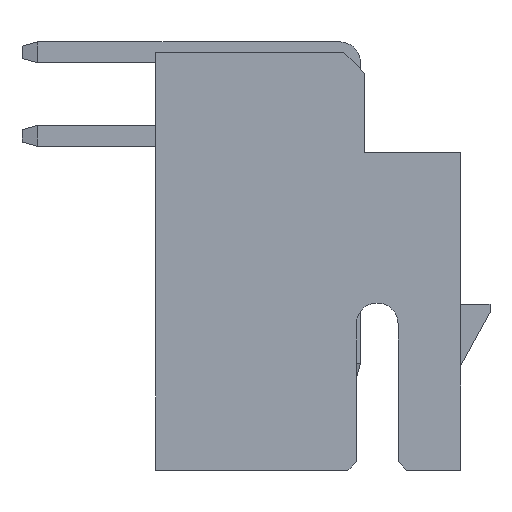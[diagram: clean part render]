
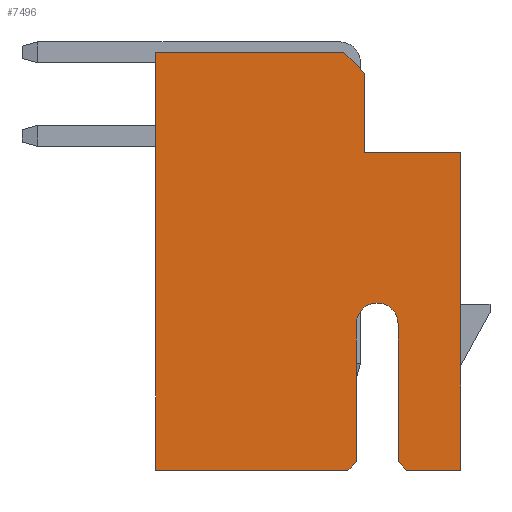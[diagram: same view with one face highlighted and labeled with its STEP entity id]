
A CAD part, left-side view. The second image highlights one B-rep face of the part: STEP entity #7496.
In plain terms, the highlighted planar face has unit normal (-1, 0, 0).
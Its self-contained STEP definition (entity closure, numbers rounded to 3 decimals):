
#21 = ORIENTED_EDGE ( 'NONE', *, *, #3202, .F. ) ;
#51 = CARTESIAN_POINT ( 'NONE',  ( -10., -3.65, 7.6 ) ) ;
#62 = ORIENTED_EDGE ( 'NONE', *, *, #2237, .T. ) ;
#159 = CARTESIAN_POINT ( 'NONE',  ( -10., -2.15, 0.2 ) ) ;
#296 = ORIENTED_EDGE ( 'NONE', *, *, #6810, .F. ) ;
#344 = DIRECTION ( 'NONE',  ( 0., 0., -1. ) ) ;
#348 = VERTEX_POINT ( 'NONE', #7373 ) ;
#507 = LINE ( 'NONE', #4225, #1626 ) ;
#554 = CARTESIAN_POINT ( 'NONE',  ( -10., -1.35, 9.5 ) ) ;
#587 = LINE ( 'NONE', #4346, #4357 ) ;
#702 = EDGE_CURVE ( 'NONE', #2204, #5314, #7283, .T. ) ;
#785 = EDGE_LOOP ( 'NONE', ( #21, #1235, #1017, #962, #7712, #6614, #3461, #5713, #798, #6178, #2070, #62, #296, #5207 ) ) ;
#798 = ORIENTED_EDGE ( 'NONE', *, *, #3546, .T. ) ;
#810 = CIRCLE ( 'NONE', #3745, 0.5 ) ;
#820 = CARTESIAN_POINT ( 'NONE',  ( -10., -0.85, 10. ) ) ;
#896 = VECTOR ( 'NONE', #7240, 1000. ) ;
#909 = VECTOR ( 'NONE', #7614, 1000. ) ;
#962 = ORIENTED_EDGE ( 'NONE', *, *, #6709, .T. ) ;
#963 = VERTEX_POINT ( 'NONE', #4120 ) ;
#1010 = CARTESIAN_POINT ( 'NONE',  ( -10., -1.65, 3.5 ) ) ;
#1017 = ORIENTED_EDGE ( 'NONE', *, *, #3951, .F. ) ;
#1071 = EDGE_CURVE ( 'NONE', #2183, #963, #1813, .T. ) ;
#1083 = CARTESIAN_POINT ( 'NONE',  ( -10., -0.85, 10. ) ) ;
#1126 = DIRECTION ( 'NONE',  ( 0., -0.707, -0.707 ) ) ;
#1182 = VECTOR ( 'NONE', #1372, 1000. ) ;
#1235 = ORIENTED_EDGE ( 'NONE', *, *, #2906, .T. ) ;
#1272 = DIRECTION ( 'NONE',  ( 0., -1., 0. ) ) ;
#1348 = CARTESIAN_POINT ( 'NONE',  ( -10., -3.65, 7.6 ) ) ;
#1372 = DIRECTION ( 'NONE',  ( 0., -0.707, 0.707 ) ) ;
#1411 = AXIS2_PLACEMENT_3D ( 'NONE', #51, #7880, #5484 ) ;
#1462 = VERTEX_POINT ( 'NONE', #554 ) ;
#1513 = VECTOR ( 'NONE', #2412, 1000. ) ;
#1626 = VECTOR ( 'NONE', #1272, 1000. ) ;
#1681 = DIRECTION ( 'NONE',  ( 0., 0., -1. ) ) ;
#1740 = CARTESIAN_POINT ( 'NONE',  ( -10., -3.65, 7.6 ) ) ;
#1810 = CARTESIAN_POINT ( 'NONE',  ( -10., -3.65, 0. ) ) ;
#1813 = LINE ( 'NONE', #5398, #7636 ) ;
#1975 = CARTESIAN_POINT ( 'NONE',  ( -10., -0.95, 0. ) ) ;
#2070 = ORIENTED_EDGE ( 'NONE', *, *, #4766, .T. ) ;
#2116 = LINE ( 'NONE', #5190, #6867 ) ;
#2183 = VERTEX_POINT ( 'NONE', #7666 ) ;
#2185 = EDGE_CURVE ( 'NONE', #7066, #6159, #2116, .T. ) ;
#2204 = VERTEX_POINT ( 'NONE', #7025 ) ;
#2237 = EDGE_CURVE ( 'NONE', #5924, #6331, #5915, .T. ) ;
#2264 = DIRECTION ( 'NONE',  ( 1., 0., 0. ) ) ;
#2280 = DIRECTION ( 'NONE',  ( 0., -1., 0. ) ) ;
#2380 = AXIS2_PLACEMENT_3D ( 'NONE', #1010, #7721, #3611 ) ;
#2412 = DIRECTION ( 'NONE',  ( 0., -1., 0. ) ) ;
#2480 = DIRECTION ( 'NONE',  ( 0., -1., 0. ) ) ;
#2529 = DIRECTION ( 'NONE',  ( 0., 0., -1. ) ) ;
#2627 = VECTOR ( 'NONE', #2529, 1000. ) ;
#2906 = EDGE_CURVE ( 'NONE', #1462, #4773, #6179, .T. ) ;
#2973 = VECTOR ( 'NONE', #1126, 1000. ) ;
#3202 = EDGE_CURVE ( 'NONE', #1462, #2204, #3809, .T. ) ;
#3261 = DIRECTION ( 'NONE',  ( 0., 0.707, 0.707 ) ) ;
#3461 = ORIENTED_EDGE ( 'NONE', *, *, #2185, .F. ) ;
#3546 = EDGE_CURVE ( 'NONE', #6217, #348, #3652, .T. ) ;
#3611 = DIRECTION ( 'NONE',  ( 0., 0., -1. ) ) ;
#3652 = CIRCLE ( 'NONE', #2380, 0.5 ) ;
#3680 = VECTOR ( 'NONE', #2280, 1000. ) ;
#3745 = AXIS2_PLACEMENT_3D ( 'NONE', #6455, #2264, #344 ) ;
#3809 = LINE ( 'NONE', #7483, #2627 ) ;
#3950 = VERTEX_POINT ( 'NONE', #7218 ) ;
#3951 = EDGE_CURVE ( 'NONE', #3950, #4773, #507, .T. ) ;
#4120 = CARTESIAN_POINT ( 'NONE',  ( -10., -0.95, 0. ) ) ;
#4164 = CARTESIAN_POINT ( 'NONE',  ( -10., -2.15, 0.2 ) ) ;
#4225 = CARTESIAN_POINT ( 'NONE',  ( -10., -1.35, 10. ) ) ;
#4249 = PLANE ( 'NONE',  #1411 ) ;
#4260 = CARTESIAN_POINT ( 'NONE',  ( -10., -1.15, 3.5 ) ) ;
#4286 = LINE ( 'NONE', #5368, #896 ) ;
#4346 = CARTESIAN_POINT ( 'NONE',  ( -10., 3.65, 7.6 ) ) ;
#4357 = VECTOR ( 'NONE', #4826, 1000. ) ;
#4460 = LINE ( 'NONE', #1348, #909 ) ;
#4505 = EDGE_CURVE ( 'NONE', #963, #6159, #7445, .T. ) ;
#4766 = EDGE_CURVE ( 'NONE', #6459, #5924, #5324, .T. ) ;
#4773 = VERTEX_POINT ( 'NONE', #1083 ) ;
#4793 = VECTOR ( 'NONE', #3261, 1000. ) ;
#4826 = DIRECTION ( 'NONE',  ( 0., 0., -1. ) ) ;
#5190 = CARTESIAN_POINT ( 'NONE',  ( -10., -1.15, 0. ) ) ;
#5207 = ORIENTED_EDGE ( 'NONE', *, *, #702, .F. ) ;
#5313 = CARTESIAN_POINT ( 'NONE',  ( -10., -3.65, 0. ) ) ;
#5314 = VERTEX_POINT ( 'NONE', #5474 ) ;
#5324 = LINE ( 'NONE', #4164, #2973 ) ;
#5368 = CARTESIAN_POINT ( 'NONE',  ( -10., -2.15, 0. ) ) ;
#5398 = CARTESIAN_POINT ( 'NONE',  ( -10., -3.65, 0. ) ) ;
#5474 = CARTESIAN_POINT ( 'NONE',  ( -10., -3.65, 7.6 ) ) ;
#5484 = DIRECTION ( 'NONE',  ( 0., 0., -1. ) ) ;
#5523 = FACE_OUTER_BOUND ( 'NONE', #785, .T. ) ;
#5701 = EDGE_CURVE ( 'NONE', #7066, #6217, #810, .T. ) ;
#5713 = ORIENTED_EDGE ( 'NONE', *, *, #5701, .T. ) ;
#5915 = LINE ( 'NONE', #5313, #3680 ) ;
#5924 = VERTEX_POINT ( 'NONE', #7370 ) ;
#6159 = VERTEX_POINT ( 'NONE', #7793 ) ;
#6178 = ORIENTED_EDGE ( 'NONE', *, *, #7501, .F. ) ;
#6179 = LINE ( 'NONE', #820, #4793 ) ;
#6217 = VERTEX_POINT ( 'NONE', #7715 ) ;
#6331 = VERTEX_POINT ( 'NONE', #1810 ) ;
#6455 = CARTESIAN_POINT ( 'NONE',  ( -10., -1.65, 3.5 ) ) ;
#6459 = VERTEX_POINT ( 'NONE', #159 ) ;
#6614 = ORIENTED_EDGE ( 'NONE', *, *, #4505, .T. ) ;
#6709 = EDGE_CURVE ( 'NONE', #3950, #2183, #587, .T. ) ;
#6810 = EDGE_CURVE ( 'NONE', #5314, #6331, #4460, .T. ) ;
#6867 = VECTOR ( 'NONE', #1681, 1000. ) ;
#7025 = CARTESIAN_POINT ( 'NONE',  ( -10., -1.35, 7.6 ) ) ;
#7066 = VERTEX_POINT ( 'NONE', #4260 ) ;
#7218 = CARTESIAN_POINT ( 'NONE',  ( -10., 3.65, 10. ) ) ;
#7240 = DIRECTION ( 'NONE',  ( 0., 0., 1. ) ) ;
#7283 = LINE ( 'NONE', #1740, #1513 ) ;
#7370 = CARTESIAN_POINT ( 'NONE',  ( -10., -2.35, 0. ) ) ;
#7373 = CARTESIAN_POINT ( 'NONE',  ( -10., -2.15, 3.5 ) ) ;
#7445 = LINE ( 'NONE', #1975, #1182 ) ;
#7483 = CARTESIAN_POINT ( 'NONE',  ( -10., -1.35, 10. ) ) ;
#7496 = ADVANCED_FACE ( 'NONE', ( #5523 ), #4249, .F. ) ;
#7501 = EDGE_CURVE ( 'NONE', #6459, #348, #4286, .T. ) ;
#7614 = DIRECTION ( 'NONE',  ( 0., 0., -1. ) ) ;
#7636 = VECTOR ( 'NONE', #2480, 1000. ) ;
#7666 = CARTESIAN_POINT ( 'NONE',  ( -10., 3.65, 0. ) ) ;
#7712 = ORIENTED_EDGE ( 'NONE', *, *, #1071, .T. ) ;
#7715 = CARTESIAN_POINT ( 'NONE',  ( -10., -1.65, 4. ) ) ;
#7721 = DIRECTION ( 'NONE',  ( 1., 0., 0. ) ) ;
#7793 = CARTESIAN_POINT ( 'NONE',  ( -10., -1.15, 0.2 ) ) ;
#7880 = DIRECTION ( 'NONE',  ( 1., 0., 0. ) ) ;
